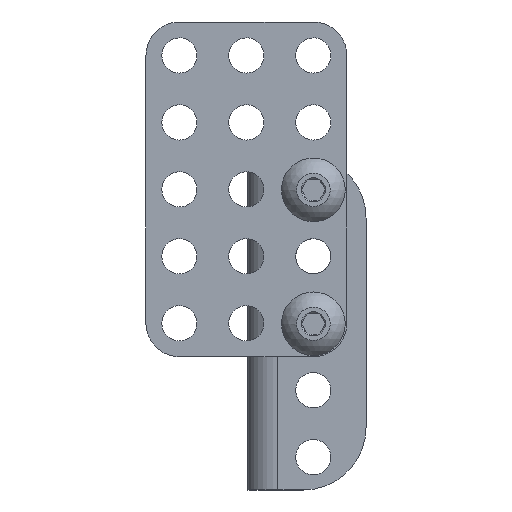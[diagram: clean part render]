
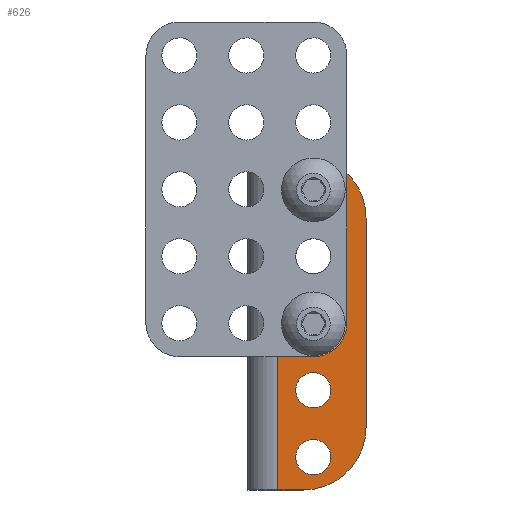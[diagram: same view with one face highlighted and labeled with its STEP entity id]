
A CAD part, left-side view. The second image highlights one B-rep face of the part: STEP entity #626.
In plain terms, the highlighted planar face has unit normal (-1, 0, 0).
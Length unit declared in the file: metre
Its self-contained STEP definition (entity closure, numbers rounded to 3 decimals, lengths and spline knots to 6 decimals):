
#626 = ADVANCED_FACE( '', ( #1367, #1368, #1369, #1370, #1371, #1372 ), #1373, .F. );
#1367 = FACE_BOUND( '', #2791, .T. );
#1368 = FACE_BOUND( '', #2792, .T. );
#1369 = FACE_BOUND( '', #2793, .T. );
#1370 = FACE_BOUND( '', #2794, .T. );
#1371 = FACE_BOUND( '', #2795, .T. );
#1372 = FACE_OUTER_BOUND( '', #2796, .T. );
#1373 = PLANE( '', #2797 );
#2791 = EDGE_LOOP( '', ( #4612 ) );
#2792 = EDGE_LOOP( '', ( #4613 ) );
#2793 = EDGE_LOOP( '', ( #4614 ) );
#2794 = EDGE_LOOP( '', ( #4615 ) );
#2795 = EDGE_LOOP( '', ( #4616 ) );
#2796 = EDGE_LOOP( '', ( #4617, #4618, #4619, #4620, #4621, #4622 ) );
#2797 = AXIS2_PLACEMENT_3D( '', #4623, #4624, #4625 );
#4612 = ORIENTED_EDGE( '', *, *, #5419, .T. );
#4613 = ORIENTED_EDGE( '', *, *, #4999, .T. );
#4614 = ORIENTED_EDGE( '', *, *, #5239, .T. );
#4615 = ORIENTED_EDGE( '', *, *, #5436, .T. );
#4616 = ORIENTED_EDGE( '', *, *, #5105, .T. );
#4617 = ORIENTED_EDGE( '', *, *, #5447, .F. );
#4618 = ORIENTED_EDGE( '', *, *, #5250, .T. );
#4619 = ORIENTED_EDGE( '', *, *, #4917, .T. );
#4620 = ORIENTED_EDGE( '', *, *, #5414, .T. );
#4621 = ORIENTED_EDGE( '', *, *, #5245, .F. );
#4622 = ORIENTED_EDGE( '', *, *, #5448, .T. );
#4623 = CARTESIAN_POINT( '', ( -0.089717, 0.041933, 0.0016 ) );
#4624 = DIRECTION( '', ( 1., 0., 0. ) );
#4625 = DIRECTION( '', ( 0., 0., -1. ) );
#4917 = EDGE_CURVE( '', #5585, #5583, #5586, .T. );
#4999 = EDGE_CURVE( '', #5742, #5742, #5743, .T. );
#5105 = EDGE_CURVE( '', #5924, #5924, #5925, .T. );
#5239 = EDGE_CURVE( '', #6146, #6146, #6147, .T. );
#5245 = EDGE_CURVE( '', #6154, #6155, #6156, .T. );
#5250 = EDGE_CURVE( '', #6162, #5585, #6163, .F. );
#5414 = EDGE_CURVE( '', #5583, #6155, #6407, .T. );
#5419 = EDGE_CURVE( '', #6413, #6413, #6414, .T. );
#5436 = EDGE_CURVE( '', #6437, #6437, #6438, .T. );
#5447 = EDGE_CURVE( '', #6162, #6450, #6451, .T. );
#5448 = EDGE_CURVE( '', #6154, #6450, #6452, .F. );
#5583 = VERTEX_POINT( '', #7071 );
#5585 = VERTEX_POINT( '', #7073 );
#5586 = LINE( '', #7074, #7075 );
#5742 = VERTEX_POINT( '', #7243 );
#5743 = CIRCLE( '', #7244, 0.0021 );
#5924 = VERTEX_POINT( '', #7953 );
#5925 = CIRCLE( '', #7954, 0.0021 );
#6146 = VERTEX_POINT( '', #9134 );
#6147 = CIRCLE( '', #9135, 0.0021 );
#6154 = VERTEX_POINT( '', #9191 );
#6155 = VERTEX_POINT( '', #9192 );
#6156 = LINE( '', #9193, #9194 );
#6162 = VERTEX_POINT( '', #9202 );
#6163 = CIRCLE( '', #9203, 0.0075 );
#6407 = LINE( '', #10193, #10194 );
#6413 = VERTEX_POINT( '', #10201 );
#6414 = CIRCLE( '', #10202, 0.0021 );
#6437 = VERTEX_POINT( '', #10225 );
#6438 = CIRCLE( '', #10226, 0.0021 );
#6450 = VERTEX_POINT( '', #10242 );
#6451 = LINE( '', #10243, #10244 );
#6452 = CIRCLE( '', #10245, 0.0075 );
#7071 = CARTESIAN_POINT( '', ( -0.089717, 0.005933, 0.00367 ) );
#7073 = CARTESIAN_POINT( '', ( -0.089717, 0.005933, 0.0067 ) );
#7074 = CARTESIAN_POINT( '', ( -0.089717, 0.005933, 0.025 ) );
#7075 = VECTOR( '', #10352, 1. );
#7243 = CARTESIAN_POINT( '', ( -0.089717, -0.022147, 0.0058 ) );
#7244 = AXIS2_PLACEMENT_3D( '', #10557, #10558, #10559 );
#7953 = CARTESIAN_POINT( '', ( -0.089717, 0.001853, 0.0058 ) );
#7954 = AXIS2_PLACEMENT_3D( '', #10653, #10654, #10655 );
#9134 = CARTESIAN_POINT( '', ( -0.089717, -0.014147, 0.0058 ) );
#9135 = AXIS2_PLACEMENT_3D( '', #10737, #10738, #10739 );
#9191 = CARTESIAN_POINT( '', ( -0.089717, -0.034067, 0.0067 ) );
#9192 = CARTESIAN_POINT( '', ( -0.089717, -0.034067, 0.00367 ) );
#9193 = CARTESIAN_POINT( '', ( -0.089717, -0.034067, 0.0016 ) );
#9194 = VECTOR( '', #10743, 1. );
#9202 = CARTESIAN_POINT( '', ( -0.089717, -0.001567, 0.0142 ) );
#9203 = AXIS2_PLACEMENT_3D( '', #10749, #10750, #10751 );
#10193 = CARTESIAN_POINT( '', ( -0.089717, 0.041933, 0.00367 ) );
#10194 = VECTOR( '', #10869, 1. );
#10201 = CARTESIAN_POINT( '', ( -0.089717, -0.030147, 0.0058 ) );
#10202 = AXIS2_PLACEMENT_3D( '', #10874, #10875, #10876 );
#10225 = CARTESIAN_POINT( '', ( -0.089717, -0.006147, 0.0058 ) );
#10226 = AXIS2_PLACEMENT_3D( '', #10895, #10896, #10897 );
#10242 = CARTESIAN_POINT( '', ( -0.089717, -0.026567, 0.0142 ) );
#10243 = CARTESIAN_POINT( '', ( -0.089717, 0.041933, 0.0142 ) );
#10244 = VECTOR( '', #10901, 1. );
#10245 = AXIS2_PLACEMENT_3D( '', #10902, #10903, #10904 );
#10352 = DIRECTION( '', ( 0., 0., -1. ) );
#10557 = CARTESIAN_POINT( '', ( -0.089717, -0.022147, 0.0079 ) );
#10558 = DIRECTION( '', ( 1., 0., 0. ) );
#10559 = DIRECTION( '', ( 0., 0., -1. ) );
#10653 = CARTESIAN_POINT( '', ( -0.089717, 0.001853, 0.0079 ) );
#10654 = DIRECTION( '', ( 1., 0., 0. ) );
#10655 = DIRECTION( '', ( 0., 0., -1. ) );
#10737 = CARTESIAN_POINT( '', ( -0.089717, -0.014147, 0.0079 ) );
#10738 = DIRECTION( '', ( 1., 0., 0. ) );
#10739 = DIRECTION( '', ( 0., 0., -1. ) );
#10743 = DIRECTION( '', ( 0., 0., -1. ) );
#10749 = CARTESIAN_POINT( '', ( -0.089717, -0.001567, 0.0067 ) );
#10750 = DIRECTION( '', ( 1., 0., 0. ) );
#10751 = DIRECTION( '', ( 0., 0., -1. ) );
#10869 = DIRECTION( '', ( 0., -1., 0. ) );
#10874 = CARTESIAN_POINT( '', ( -0.089717, -0.030147, 0.0079 ) );
#10875 = DIRECTION( '', ( 1., 0., 0. ) );
#10876 = DIRECTION( '', ( 0., 0., -1. ) );
#10895 = CARTESIAN_POINT( '', ( -0.089717, -0.006147, 0.0079 ) );
#10896 = DIRECTION( '', ( 1., 0., 0. ) );
#10897 = DIRECTION( '', ( 0., 0., -1. ) );
#10901 = DIRECTION( '', ( 0., -1., 0. ) );
#10902 = CARTESIAN_POINT( '', ( -0.089717, -0.026567, 0.0067 ) );
#10903 = DIRECTION( '', ( 1., 0., 0. ) );
#10904 = DIRECTION( '', ( 0., 0., -1. ) );
